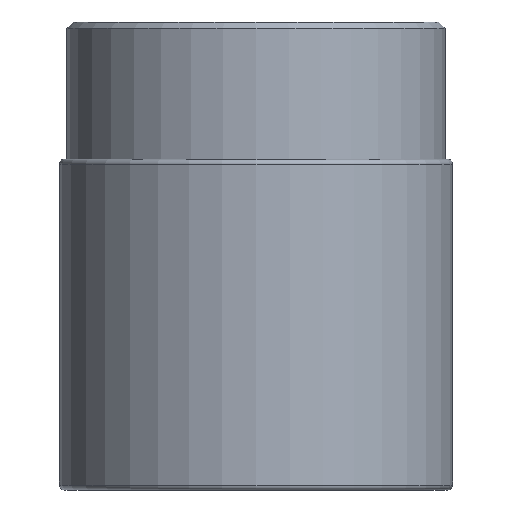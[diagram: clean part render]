
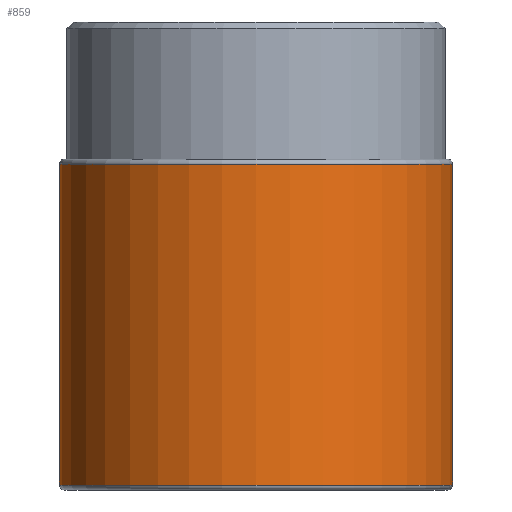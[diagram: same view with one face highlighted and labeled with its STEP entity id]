
A CAD part, left-side view. The second image highlights one B-rep face of the part: STEP entity #859.
In plain terms, the highlighted cylindrical face has radius 31.5 mm (diameter 63 mm), a partial arc.
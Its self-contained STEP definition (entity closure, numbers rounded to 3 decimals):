
#88=CARTESIAN_POINT('',(0.,0.,-22.8));
#89=DIRECTION('',(0.,0.,1.));
#90=DIRECTION('',(0.,1.,0.));
#91=AXIS2_PLACEMENT_3D('',#88,#89,#90);
#96=DIRECTION('',(0.,0.,1.));
#97=VECTOR('',#96,51.4);
#98=CARTESIAN_POINT('',(0.,-31.5,-74.2));
#99=LINE('',#98,#97);
#111=DIRECTION('',(0.,0.,-1.));
#112=VECTOR('',#111,51.4);
#113=CARTESIAN_POINT('',(0.,31.5,-22.8));
#114=LINE('',#113,#112);
#142=CARTESIAN_POINT('',(0.,0.,-74.2));
#143=DIRECTION('',(0.,0.,1.));
#144=DIRECTION('',(0.,1.,0.));
#145=AXIS2_PLACEMENT_3D('',#142,#143,#144);
#728=CARTESIAN_POINT('',(0.,31.5,-74.2));
#730=VERTEX_POINT('',#728);
#736=CARTESIAN_POINT('',(0.,-31.5,-74.2));
#738=VERTEX_POINT('',#736);
#749=CARTESIAN_POINT('',(0.,31.5,-22.8));
#751=VERTEX_POINT('',#749);
#753=CARTESIAN_POINT('',(0.,-31.5,-22.8));
#755=VERTEX_POINT('',#753);
#845=CARTESIAN_POINT('',(0.,0.,-78.75));
#846=DIRECTION('',(0.,0.,1.));
#847=DIRECTION('',(0.,1.,0.));
#848=AXIS2_PLACEMENT_3D('',#845,#846,#847);
#849=CYLINDRICAL_SURFACE('',#848,31.5);
#851=ORIENTED_EDGE('',*,*,#850,.F.);
#852=ORIENTED_EDGE('',*,*,#828,.T.);
#854=ORIENTED_EDGE('',*,*,#853,.F.);
#856=ORIENTED_EDGE('',*,*,#855,.F.);
#857=EDGE_LOOP('',(#851,#852,#854,#856));
#858=FACE_OUTER_BOUND('',#857,.F.);
#92=CIRCLE('',#91,31.5);
#146=CIRCLE('',#145,31.5);
#828=EDGE_CURVE('',#751,#755,#92,.T.);
#850=EDGE_CURVE('',#751,#730,#114,.T.);
#853=EDGE_CURVE('',#738,#755,#99,.T.);
#855=EDGE_CURVE('',#730,#738,#146,.T.);
#859=ADVANCED_FACE('',(#858),#849,.T.);
